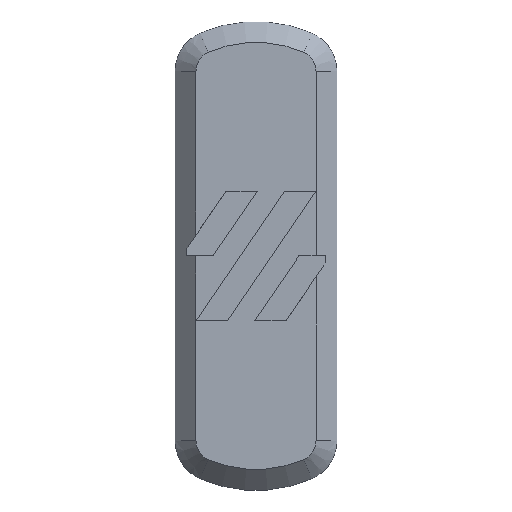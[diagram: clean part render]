
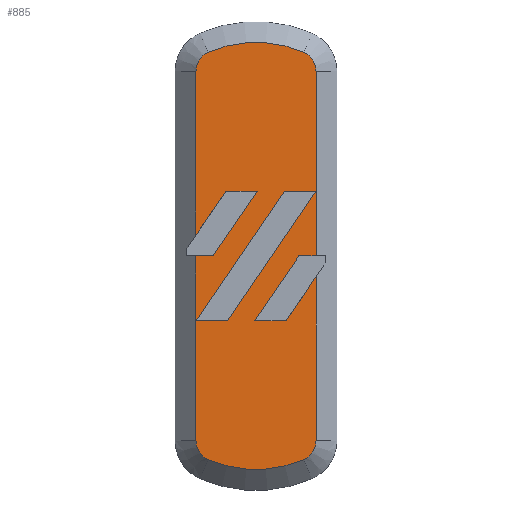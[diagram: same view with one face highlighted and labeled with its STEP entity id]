
A CAD part, top view. The second image highlights one B-rep face of the part: STEP entity #885.
In plain terms, the highlighted planar face has unit normal (0, 0, 1).
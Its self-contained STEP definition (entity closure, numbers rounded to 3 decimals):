
#18=FACE_BOUND('',#165,.T.);
#35=CIRCLE('',#950,2.);
#37=CIRCLE('',#953,11.456);
#39=CIRCLE('',#956,2.);
#41=CIRCLE('',#960,2.);
#43=CIRCLE('',#963,11.456);
#45=CIRCLE('',#966,2.);
#109=FACE_OUTER_BOUND('',#164,.T.);
#164=EDGE_LOOP('',(#644,#645,#646,#647,#648,#649,#650,#651,#652,#653,#654,
#655,#656,#657,#658,#659,#660,#661));
#165=EDGE_LOOP('',(#662,#663,#664,#665));
#215=LINE('',#1341,#297);
#219=LINE('',#1349,#301);
#226=LINE('',#1375,#308);
#229=LINE('',#1381,#311);
#240=LINE('',#1420,#322);
#241=LINE('',#1422,#323);
#242=LINE('',#1424,#324);
#243=LINE('',#1425,#325);
#244=LINE('',#1427,#326);
#245=LINE('',#1429,#327);
#246=LINE('',#1431,#328);
#247=LINE('',#1432,#329);
#248=LINE('',#1435,#330);
#249=LINE('',#1437,#331);
#250=LINE('',#1439,#332);
#251=LINE('',#1440,#333);
#297=VECTOR('',#1054,10.);
#301=VECTOR('',#1058,10.);
#308=VECTOR('',#1085,10.);
#311=VECTOR('',#1088,10.);
#322=VECTOR('',#1133,10.);
#323=VECTOR('',#1134,10.);
#324=VECTOR('',#1135,10.);
#325=VECTOR('',#1136,10.);
#326=VECTOR('',#1137,10.);
#327=VECTOR('',#1138,10.);
#328=VECTOR('',#1139,10.);
#329=VECTOR('',#1140,10.);
#330=VECTOR('',#1141,10.);
#331=VECTOR('',#1142,10.);
#332=VECTOR('',#1143,10.);
#333=VECTOR('',#1144,10.);
#379=VERTEX_POINT('',#1338);
#380=VERTEX_POINT('',#1340);
#383=VERTEX_POINT('',#1346);
#384=VERTEX_POINT('',#1348);
#387=VERTEX_POINT('',#1355);
#389=VERTEX_POINT('',#1361);
#391=VERTEX_POINT('',#1367);
#393=VERTEX_POINT('',#1373);
#395=VERTEX_POINT('',#1378);
#396=VERTEX_POINT('',#1380);
#399=VERTEX_POINT('',#1387);
#401=VERTEX_POINT('',#1393);
#407=VERTEX_POINT('',#1419);
#408=VERTEX_POINT('',#1421);
#409=VERTEX_POINT('',#1423);
#410=VERTEX_POINT('',#1426);
#411=VERTEX_POINT('',#1428);
#412=VERTEX_POINT('',#1430);
#413=VERTEX_POINT('',#1433);
#414=VERTEX_POINT('',#1434);
#415=VERTEX_POINT('',#1436);
#416=VERTEX_POINT('',#1438);
#461=EDGE_CURVE('',#379,#380,#215,.T.);
#465=EDGE_CURVE('',#383,#384,#219,.T.);
#469=EDGE_CURVE('',#387,#383,#35,.T.);
#472=EDGE_CURVE('',#389,#387,#37,.T.);
#475=EDGE_CURVE('',#391,#389,#39,.T.);
#478=EDGE_CURVE('',#393,#391,#226,.T.);
#481=EDGE_CURVE('',#395,#396,#229,.T.);
#485=EDGE_CURVE('',#399,#395,#41,.T.);
#488=EDGE_CURVE('',#401,#399,#43,.T.);
#490=EDGE_CURVE('',#380,#401,#45,.T.);
#501=EDGE_CURVE('',#393,#407,#240,.T.);
#502=EDGE_CURVE('',#407,#408,#241,.T.);
#503=EDGE_CURVE('',#408,#409,#242,.T.);
#504=EDGE_CURVE('',#409,#396,#243,.T.);
#505=EDGE_CURVE('',#379,#410,#244,.T.);
#506=EDGE_CURVE('',#410,#411,#245,.T.);
#507=EDGE_CURVE('',#411,#412,#246,.T.);
#508=EDGE_CURVE('',#412,#384,#247,.T.);
#509=EDGE_CURVE('',#413,#414,#248,.T.);
#510=EDGE_CURVE('',#414,#415,#249,.T.);
#511=EDGE_CURVE('',#415,#416,#250,.T.);
#512=EDGE_CURVE('',#416,#413,#251,.T.);
#644=ORIENTED_EDGE('',*,*,#465,.F.);
#645=ORIENTED_EDGE('',*,*,#469,.F.);
#646=ORIENTED_EDGE('',*,*,#472,.F.);
#647=ORIENTED_EDGE('',*,*,#475,.F.);
#648=ORIENTED_EDGE('',*,*,#478,.F.);
#649=ORIENTED_EDGE('',*,*,#501,.T.);
#650=ORIENTED_EDGE('',*,*,#502,.T.);
#651=ORIENTED_EDGE('',*,*,#503,.T.);
#652=ORIENTED_EDGE('',*,*,#504,.T.);
#653=ORIENTED_EDGE('',*,*,#481,.F.);
#654=ORIENTED_EDGE('',*,*,#485,.F.);
#655=ORIENTED_EDGE('',*,*,#488,.F.);
#656=ORIENTED_EDGE('',*,*,#490,.F.);
#657=ORIENTED_EDGE('',*,*,#461,.F.);
#658=ORIENTED_EDGE('',*,*,#505,.T.);
#659=ORIENTED_EDGE('',*,*,#506,.T.);
#660=ORIENTED_EDGE('',*,*,#507,.T.);
#661=ORIENTED_EDGE('',*,*,#508,.T.);
#662=ORIENTED_EDGE('',*,*,#509,.T.);
#663=ORIENTED_EDGE('',*,*,#510,.T.);
#664=ORIENTED_EDGE('',*,*,#511,.T.);
#665=ORIENTED_EDGE('',*,*,#512,.T.);
#847=PLANE('',#975);
#885=ADVANCED_FACE('',(#109,#18),#847,.T.);
#950=AXIS2_PLACEMENT_3D('',#1357,#1064,#1065);
#953=AXIS2_PLACEMENT_3D('',#1363,#1071,#1072);
#956=AXIS2_PLACEMENT_3D('',#1369,#1078,#1079);
#960=AXIS2_PLACEMENT_3D('',#1389,#1094,#1095);
#963=AXIS2_PLACEMENT_3D('',#1395,#1101,#1102);
#966=AXIS2_PLACEMENT_3D('',#1398,#1107,#1108);
#975=AXIS2_PLACEMENT_3D('',#1418,#1131,#1132);
#1054=DIRECTION('',(0.,-1.,0.));
#1058=DIRECTION('',(0.,-1.,0.));
#1064=DIRECTION('center_axis',(0.,0.,-1.));
#1065=DIRECTION('ref_axis',(1.,0.,0.));
#1071=DIRECTION('center_axis',(0.,0.,-1.));
#1072=DIRECTION('ref_axis',(0.397,0.918,0.));
#1078=DIRECTION('center_axis',(0.,0.,-1.));
#1079=DIRECTION('ref_axis',(-0.397,0.918,0.));
#1085=DIRECTION('',(0.,1.,0.));
#1088=DIRECTION('',(0.,1.,0.));
#1094=DIRECTION('center_axis',(0.,0.,-1.));
#1095=DIRECTION('ref_axis',(-1.,0.,0.));
#1101=DIRECTION('center_axis',(0.,0.,-1.));
#1102=DIRECTION('ref_axis',(-0.397,-0.918,0.));
#1107=DIRECTION('center_axis',(0.,0.,-1.));
#1108=DIRECTION('ref_axis',(0.397,-0.918,0.));
#1131=DIRECTION('center_axis',(0.,0.,1.));
#1132=DIRECTION('ref_axis',(1.,0.,0.));
#1133=DIRECTION('',(0.563,0.827,0.));
#1134=DIRECTION('',(1.,0.,0.));
#1135=DIRECTION('',(-0.563,-0.827,0.));
#1136=DIRECTION('',(-1.,0.,0.));
#1137=DIRECTION('',(-0.563,-0.827,0.));
#1138=DIRECTION('',(-1.,0.,0.));
#1139=DIRECTION('',(0.563,0.827,0.));
#1140=DIRECTION('',(1.,0.,0.));
#1141=DIRECTION('',(0.563,0.827,0.));
#1142=DIRECTION('',(1.,0.,0.));
#1143=DIRECTION('',(-0.563,-0.827,0.));
#1144=DIRECTION('',(-1.,0.,0.));
#1338=CARTESIAN_POINT('',(5.75,-1.996,4.5));
#1340=CARTESIAN_POINT('',(5.75,-17.681,4.5));
#1341=CARTESIAN_POINT('',(5.75,-8.84,4.5));
#1346=CARTESIAN_POINT('',(5.75,17.681,4.5));
#1348=CARTESIAN_POINT('',(5.75,0.,4.5));
#1349=CARTESIAN_POINT('',(5.75,-8.84,4.5));
#1355=CARTESIAN_POINT('',(4.543,19.517,4.5));
#1357=CARTESIAN_POINT('Origin',(3.75,17.681,4.5));
#1361=CARTESIAN_POINT('',(-4.543,19.517,4.5));
#1363=CARTESIAN_POINT('Origin',(0.,9.,
4.5));
#1367=CARTESIAN_POINT('',(-5.75,17.681,4.5));
#1369=CARTESIAN_POINT('Origin',(-3.75,17.681,4.5));
#1373=CARTESIAN_POINT('',(-5.75,1.996,4.5));
#1375=CARTESIAN_POINT('',(-5.75,8.84,4.5));
#1378=CARTESIAN_POINT('',(-5.75,-17.681,4.5));
#1380=CARTESIAN_POINT('',(-5.75,0.,4.5));
#1381=CARTESIAN_POINT('',(-5.75,8.84,4.5));
#1387=CARTESIAN_POINT('',(-4.543,-19.517,4.5));
#1389=CARTESIAN_POINT('Origin',(-3.75,-17.681,4.5));
#1393=CARTESIAN_POINT('',(4.543,-19.517,4.5));
#1395=CARTESIAN_POINT('Origin',(0.,-9.,4.5));
#1398=CARTESIAN_POINT('Origin',(3.75,-17.681,4.5));
#1418=CARTESIAN_POINT('Origin',(0.,0.,
4.5));
#1419=CARTESIAN_POINT('',(-2.888,6.199,4.5));
#1420=CARTESIAN_POINT('',(-3.872,4.753,4.5));
#1421=CARTESIAN_POINT('',(0.112,6.199,4.5));
#1422=CARTESIAN_POINT('',(0.056,6.199,4.5));
#1423=CARTESIAN_POINT('',(-4.109,0.,4.5));
#1424=CARTESIAN_POINT('',(-3.458,0.956,4.5));
#1425=CARTESIAN_POINT('',(-3.554,0.,4.5));
#1426=CARTESIAN_POINT('',(2.888,-6.199,4.5));
#1427=CARTESIAN_POINT('',(3.872,-4.753,4.5));
#1428=CARTESIAN_POINT('',(-0.112,-6.199,4.5));
#1429=CARTESIAN_POINT('',(-0.056,-6.199,4.5));
#1430=CARTESIAN_POINT('',(4.109,0.,4.5));
#1431=CARTESIAN_POINT('',(3.458,-0.956,4.5));
#1432=CARTESIAN_POINT('',(3.554,0.,4.5));
#1433=CARTESIAN_POINT('',(-5.721,-6.199,4.5));
#1434=CARTESIAN_POINT('',(2.721,6.199,4.5));
#1435=CARTESIAN_POINT('',(0.848,3.449,4.5));
#1436=CARTESIAN_POINT('',(5.721,6.199,4.5));
#1437=CARTESIAN_POINT('',(2.861,6.199,4.5));
#1438=CARTESIAN_POINT('',(-2.721,-6.199,4.5));
#1439=CARTESIAN_POINT('',(-0.848,-3.449,4.5));
#1440=CARTESIAN_POINT('',(-2.861,-6.199,4.5));
